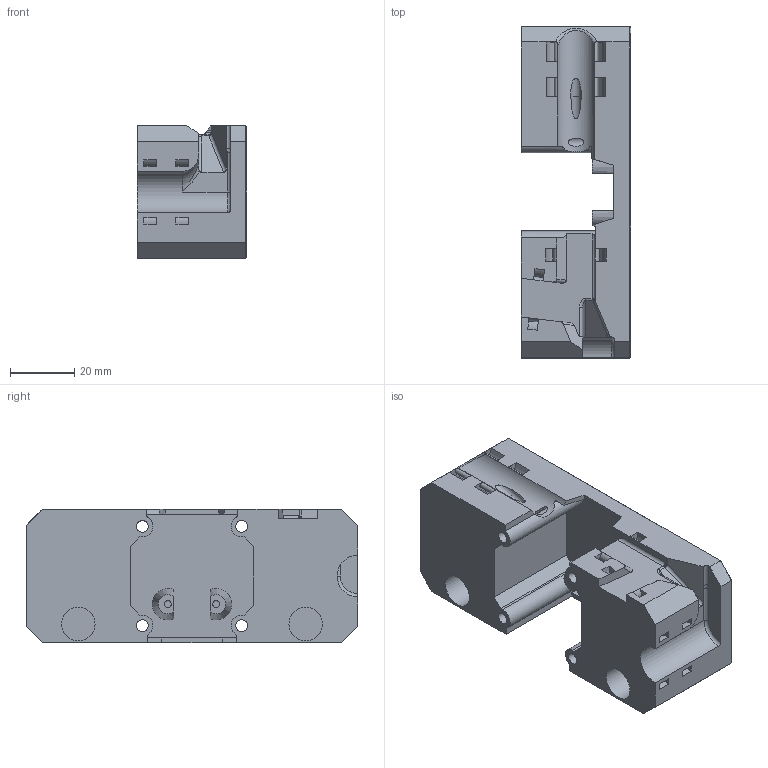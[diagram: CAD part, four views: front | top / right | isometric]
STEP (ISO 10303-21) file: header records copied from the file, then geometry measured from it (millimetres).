
FILE_DESCRIPTION(/* description */ (''),/* implementation_level */ '2;1');
FILE_NAME(/* name */ 'X-axis dragchain guide.step',/* time_stamp */ '2022-12-29T17:13:44+01:00',/* author */ (''),/* organization */ (''),/* preprocessor_version */ 'ST-DEVELOPER v19.2',/* originating_system */ 'Autodesk Translation Framework v11.17.0.187',/* authorisation */ '');
FILE_SCHEMA (('AUTOMOTIVE_DESIGN { 1 0 10303 214 3 1 1 }'));
Length unit declared in the file: millimetre
Products named in the file (1): X-axis dragchain guide
Bounding box: 34.1 x 103.6 x 41.6 mm (x, y, z)
Volume: 88341.5 mm3; surface area: 26070.9 mm2
Topology: 1 solids, 1 shells, 175 faces, 473 edges, 301 vertices
Faces by surface type: plane 111, cylinder 45, cone 10, bspline 6, torus 3
Full cylindrical faces by diameter (mm): 2.175 x2, 3.3 x1, 3.6 x4, 10.5 x2
Entity records: 5835 total; most frequent: CARTESIAN_POINT 1338, ORIENTED_EDGE 944, DIRECTION 904, EDGE_CURVE 472, LINE 326, VECTOR 326, VERTEX_POINT 301, AXIS2_PLACEMENT_3D 289
